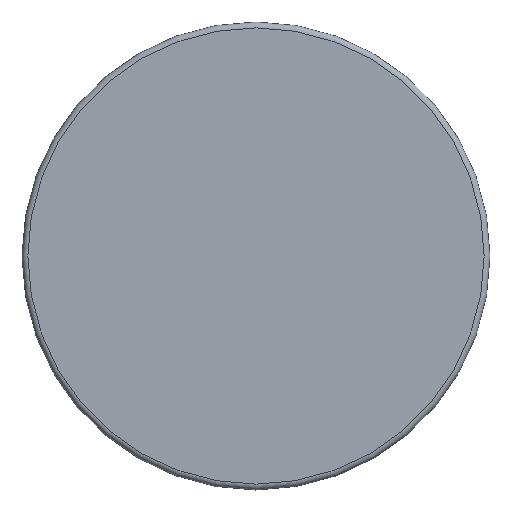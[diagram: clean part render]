
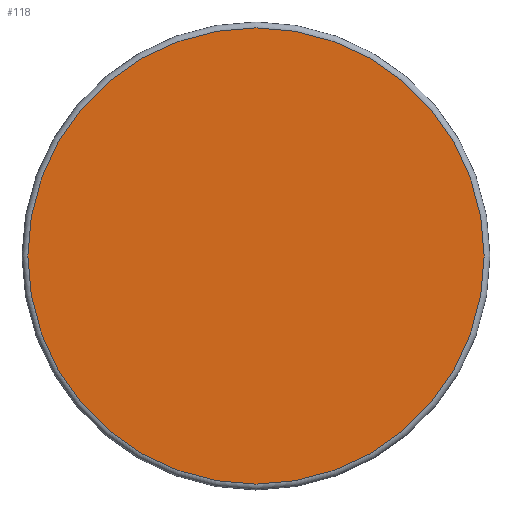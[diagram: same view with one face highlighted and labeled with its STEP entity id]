
A CAD part, left-side view. The second image highlights one B-rep face of the part: STEP entity #118.
In plain terms, the highlighted planar face has unit normal (-1, 0, 0).
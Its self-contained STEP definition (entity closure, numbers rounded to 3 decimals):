
#103=PLANE('',#246);
#118=ADVANCED_FACE('',(#125),#103,.F.);
#125=FACE_OUTER_BOUND('',#147,.T.);
#147=EDGE_LOOP('',(#169));
#169=ORIENTED_EDGE('',*,*,#180,.F.);
#180=EDGE_CURVE('',#222,#222,#191,.T.);
#191=CIRCLE('',#244,39.);
#222=VERTEX_POINT('',#328);
#244=AXIS2_PLACEMENT_3D('',#327,#289,#290);
#246=AXIS2_PLACEMENT_3D('',#330,#293,#294);
#289=DIRECTION('',(1.,0.,0.));
#290=DIRECTION('',(0.,0.,-1.));
#293=DIRECTION('',(1.,0.,0.));
#294=DIRECTION('',(0.,0.,-1.));
#327=CARTESIAN_POINT('',(180.,135.,0.));
#328=CARTESIAN_POINT('',(180.,135.,-39.));
#330=CARTESIAN_POINT('',(180.,135.,0.));
